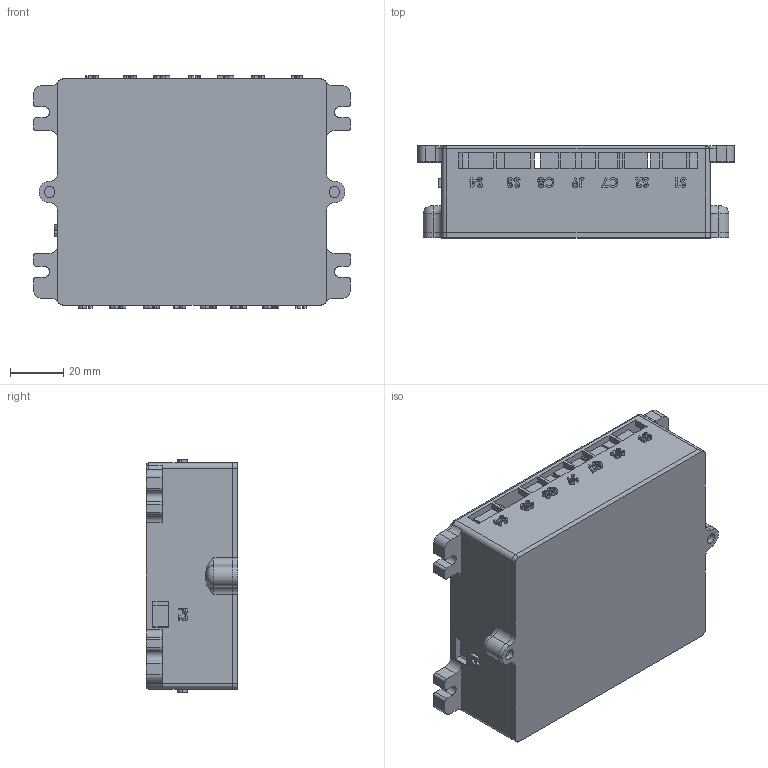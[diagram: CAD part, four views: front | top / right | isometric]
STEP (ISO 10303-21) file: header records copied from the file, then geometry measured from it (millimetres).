
FILE_DESCRIPTION (( 'STEP AP203' ), '1' );
FILE_NAME ('孺桯啣.STEP', '2023-07-10T01:59:38', ( 'PS' ), ( '' ), 'SwSTEP 2.0', 'SolidWorks 2018', '' );
FILE_SCHEMA (( 'CONFIG_CONTROL_DESIGN' ));
Length unit declared in the file: millimetre
Products named in the file (1): 孺桯啣
Bounding box: 119 x 34.5 x 87.4 mm (x, y, z)
Volume: 112409.4 mm3; surface area: 82624.7 mm2
Topology: 3 solids, 3 shells, 694 faces, 1929 edges, 1282 vertices
Faces by surface type: plane 356, bspline 243, cylinder 85, torus 10
Entity records: 35566 total; most frequent: CARTESIAN_POINT 19139, ORIENTED_EDGE 3858, DIRECTION 2519, EDGE_CURVE 1929, VERTEX_POINT 1282, VECTOR 1247, LINE 1247, EDGE_LOOP 779
